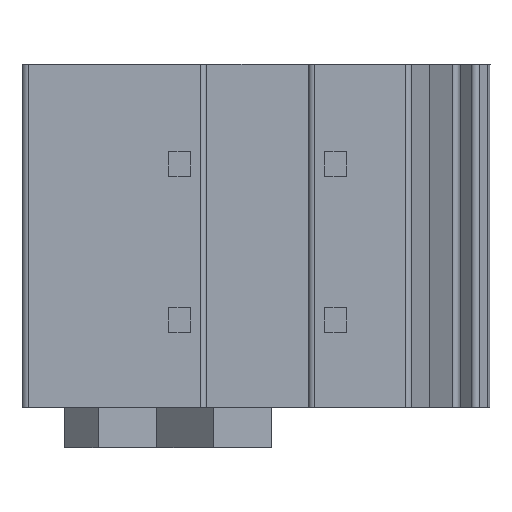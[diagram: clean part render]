
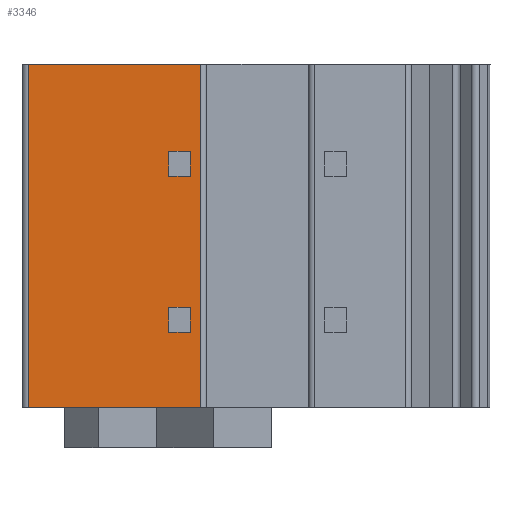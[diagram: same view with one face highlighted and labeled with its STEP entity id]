
A CAD part, front view. The second image highlights one B-rep face of the part: STEP entity #3346.
In plain terms, the highlighted planar face has unit normal (0, -1, 0).
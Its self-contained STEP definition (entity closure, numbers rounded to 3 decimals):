
#39=DIRECTION('',(1.,0.,0.));
#40=VECTOR('',#39,5.525);
#41=CARTESIAN_POINT('',(0.2,0.,-7.8));
#42=LINE('',#41,#40);
#301=DIRECTION('',(1.,0.,0.));
#302=VECTOR('',#301,5.525);
#303=CARTESIAN_POINT('',(0.2,0.,3.2));
#304=LINE('',#303,#302);
#379=DIRECTION('',(0.,0.,1.));
#380=VECTOR('',#379,11.);
#381=CARTESIAN_POINT('',(0.2,0.,-7.8));
#382=LINE('',#381,#380);
#383=DIRECTION('',(0.,0.,-1.));
#384=VECTOR('',#383,11.);
#385=CARTESIAN_POINT('',(5.725,0.,3.2));
#386=LINE('',#385,#384);
#387=DIRECTION('',(-1.,0.,0.));
#388=VECTOR('',#387,0.7);
#389=CARTESIAN_POINT('',(5.4,0.,-0.4));
#390=LINE('',#389,#388);
#391=DIRECTION('',(0.,0.,1.));
#392=VECTOR('',#391,0.8);
#393=CARTESIAN_POINT('',(5.4,0.,-0.4));
#394=LINE('',#393,#392);
#395=DIRECTION('',(-1.,0.,0.));
#396=VECTOR('',#395,0.7);
#397=CARTESIAN_POINT('',(5.4,0.,0.4));
#398=LINE('',#397,#396);
#399=DIRECTION('',(0.,0.,1.));
#400=VECTOR('',#399,0.8);
#401=CARTESIAN_POINT('',(4.7,0.,-0.4));
#402=LINE('',#401,#400);
#403=DIRECTION('',(-1.,0.,0.));
#404=VECTOR('',#403,0.7);
#405=CARTESIAN_POINT('',(5.4,0.,-5.4));
#406=LINE('',#405,#404);
#407=DIRECTION('',(0.,0.,1.));
#408=VECTOR('',#407,0.8);
#409=CARTESIAN_POINT('',(5.4,0.,-5.4));
#410=LINE('',#409,#408);
#411=DIRECTION('',(-1.,0.,0.));
#412=VECTOR('',#411,0.7);
#413=CARTESIAN_POINT('',(5.4,0.,-4.6));
#414=LINE('',#413,#412);
#415=DIRECTION('',(0.,0.,1.));
#416=VECTOR('',#415,0.8);
#417=CARTESIAN_POINT('',(4.7,0.,-5.4));
#418=LINE('',#417,#416);
#2365=CARTESIAN_POINT('',(5.725,0.,-7.8));
#2367=VERTEX_POINT('',#2365);
#2415=CARTESIAN_POINT('',(0.2,0.,-7.8));
#2416=VERTEX_POINT('',#2415);
#2485=CARTESIAN_POINT('',(5.725,0.,3.2));
#2487=VERTEX_POINT('',#2485);
#2535=CARTESIAN_POINT('',(0.2,0.,3.2));
#2536=VERTEX_POINT('',#2535);
#2685=CARTESIAN_POINT('',(5.4,0.,-0.4));
#2686=CARTESIAN_POINT('',(4.7,0.,-0.4));
#2687=VERTEX_POINT('',#2685);
#2688=VERTEX_POINT('',#2686);
#2689=CARTESIAN_POINT('',(5.4,0.,0.4));
#2690=CARTESIAN_POINT('',(4.7,0.,0.4));
#2691=VERTEX_POINT('',#2689);
#2692=VERTEX_POINT('',#2690);
#2757=CARTESIAN_POINT('',(5.4,0.,-5.4));
#2758=VERTEX_POINT('',#2757);
#2759=CARTESIAN_POINT('',(4.7,0.,-5.4));
#2760=VERTEX_POINT('',#2759);
#2765=CARTESIAN_POINT('',(5.4,0.,-4.6));
#2766=VERTEX_POINT('',#2765);
#2767=CARTESIAN_POINT('',(4.7,0.,-4.6));
#2768=VERTEX_POINT('',#2767);
#3314=CARTESIAN_POINT('',(0.2,0.,-7.8));
#3315=DIRECTION('',(0.,-1.,0.));
#3316=DIRECTION('',(1.,0.,0.));
#3317=AXIS2_PLACEMENT_3D('',#3314,#3315,#3316);
#3318=PLANE('',#3317);
#3319=ORIENTED_EDGE('',*,*,#3308,.T.);
#3320=ORIENTED_EDGE('',*,*,#3212,.T.);
#3322=ORIENTED_EDGE('',*,*,#3321,.T.);
#3323=ORIENTED_EDGE('',*,*,#3020,.F.);
#3324=EDGE_LOOP('',(#3319,#3320,#3322,#3323));
#3325=FACE_OUTER_BOUND('',#3324,.F.);
#3327=ORIENTED_EDGE('',*,*,#3326,.F.);
#3329=ORIENTED_EDGE('',*,*,#3328,.T.);
#3331=ORIENTED_EDGE('',*,*,#3330,.T.);
#3333=ORIENTED_EDGE('',*,*,#3332,.F.);
#3334=EDGE_LOOP('',(#3327,#3329,#3331,#3333));
#3335=FACE_BOUND('',#3334,.F.);
#3337=ORIENTED_EDGE('',*,*,#3336,.F.);
#3339=ORIENTED_EDGE('',*,*,#3338,.T.);
#3341=ORIENTED_EDGE('',*,*,#3340,.T.);
#3343=ORIENTED_EDGE('',*,*,#3342,.F.);
#3344=EDGE_LOOP('',(#3337,#3339,#3341,#3343));
#3345=FACE_BOUND('',#3344,.F.);
#3346=ADVANCED_FACE('',(#3325,#3335,#3345),#3318,.T.);
#3020=EDGE_CURVE('',#2416,#2367,#42,.T.);
#3212=EDGE_CURVE('',#2536,#2487,#304,.T.);
#3308=EDGE_CURVE('',#2416,#2536,#382,.T.);
#3321=EDGE_CURVE('',#2487,#2367,#386,.T.);
#3326=EDGE_CURVE('',#2687,#2688,#390,.T.);
#3328=EDGE_CURVE('',#2687,#2691,#394,.T.);
#3330=EDGE_CURVE('',#2691,#2692,#398,.T.);
#3332=EDGE_CURVE('',#2688,#2692,#402,.T.);
#3336=EDGE_CURVE('',#2758,#2760,#406,.T.);
#3338=EDGE_CURVE('',#2758,#2766,#410,.T.);
#3340=EDGE_CURVE('',#2766,#2768,#414,.T.);
#3342=EDGE_CURVE('',#2760,#2768,#418,.T.);
